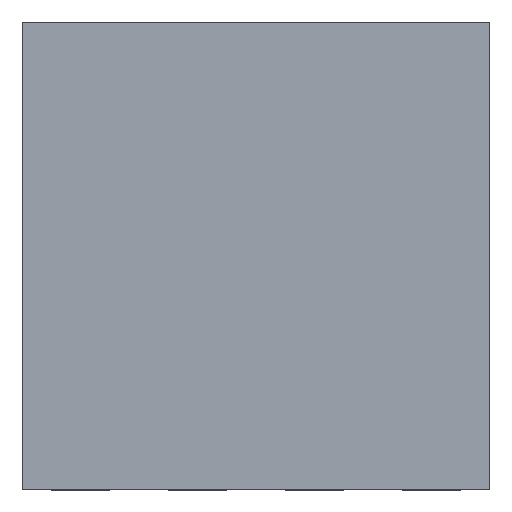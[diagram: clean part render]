
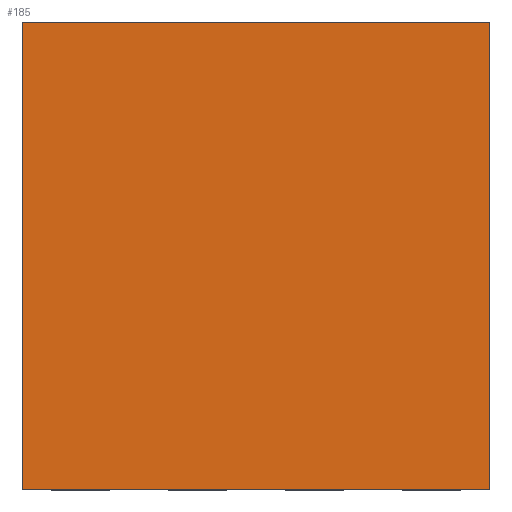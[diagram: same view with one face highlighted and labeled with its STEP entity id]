
A CAD part, top view. The second image highlights one B-rep face of the part: STEP entity #185.
In plain terms, the highlighted planar face has unit normal (0, 0, 1).
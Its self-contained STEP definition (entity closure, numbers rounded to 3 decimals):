
#6 = ORIENTED_EDGE ( 'NONE', *, *, #1447, .F. ) ;
#7 = EDGE_CURVE ( 'NONE', #1673, #1307, #752, .T. ) ;
#17 = LINE ( 'NONE', #791, #1106 ) ;
#79 = CARTESIAN_POINT ( 'NONE',  ( 4., 4., 0.875 ) ) ;
#114 = ORIENTED_EDGE ( 'NONE', *, *, #1354, .T. ) ;
#130 = VECTOR ( 'NONE', #1168, 1000. ) ;
#185 = ADVANCED_FACE ( 'NONE', ( #354 ), #1176, .T. ) ;
#187 = CARTESIAN_POINT ( 'NONE',  ( 0., 0., 0.875 ) ) ;
#212 = LINE ( 'NONE', #1393, #1646 ) ;
#215 = DIRECTION ( 'NONE',  ( 1., 0., 0. ) ) ;
#227 = DIRECTION ( 'NONE',  ( 0., 0., 1. ) ) ;
#242 = CARTESIAN_POINT ( 'NONE',  ( -4., -4., 0.875 ) ) ;
#271 = DIRECTION ( 'NONE',  ( 0., -1., 0. ) ) ;
#354 = FACE_OUTER_BOUND ( 'NONE', #846, .T. ) ;
#390 = VECTOR ( 'NONE', #728, 1000. ) ;
#442 = CARTESIAN_POINT ( 'NONE',  ( -4., 4., 0.875 ) ) ;
#554 = ORIENTED_EDGE ( 'NONE', *, *, #1766, .F. ) ;
#650 = DIRECTION ( 'NONE',  ( 0., -1., 0. ) ) ;
#668 = VERTEX_POINT ( 'NONE', #1715 ) ;
#728 = DIRECTION ( 'NONE',  ( 1., 0., 0. ) ) ;
#752 = LINE ( 'NONE', #1533, #390 ) ;
#791 = CARTESIAN_POINT ( 'NONE',  ( -4., 4., 0.875 ) ) ;
#846 = EDGE_LOOP ( 'NONE', ( #114, #1329, #554, #6 ) ) ;
#1106 = VECTOR ( 'NONE', #650, 1000. ) ;
#1159 = AXIS2_PLACEMENT_3D ( 'NONE', #187, #227, #215 ) ;
#1168 = DIRECTION ( 'NONE',  ( 1., 0., 0. ) ) ;
#1176 = PLANE ( 'NONE',  #1159 ) ;
#1307 = VERTEX_POINT ( 'NONE', #1487 ) ;
#1329 = ORIENTED_EDGE ( 'NONE', *, *, #7, .T. ) ;
#1354 = EDGE_CURVE ( 'NONE', #668, #1673, #17, .T. ) ;
#1393 = CARTESIAN_POINT ( 'NONE',  ( 4., 4., 0.875 ) ) ;
#1447 = EDGE_CURVE ( 'NONE', #668, #1541, #1554, .T. ) ;
#1487 = CARTESIAN_POINT ( 'NONE',  ( 4., -4., 0.875 ) ) ;
#1533 = CARTESIAN_POINT ( 'NONE',  ( -4., -4., 0.875 ) ) ;
#1541 = VERTEX_POINT ( 'NONE', #79 ) ;
#1554 = LINE ( 'NONE', #442, #130 ) ;
#1646 = VECTOR ( 'NONE', #271, 1000. ) ;
#1673 = VERTEX_POINT ( 'NONE', #242 ) ;
#1715 = CARTESIAN_POINT ( 'NONE',  ( -4., 4., 0.875 ) ) ;
#1766 = EDGE_CURVE ( 'NONE', #1541, #1307, #212, .T. ) ;
